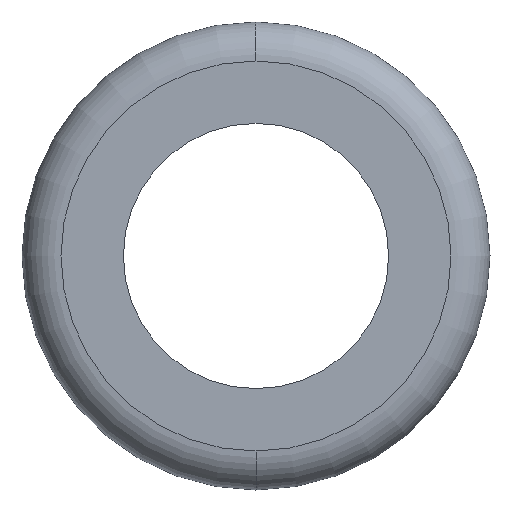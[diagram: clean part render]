
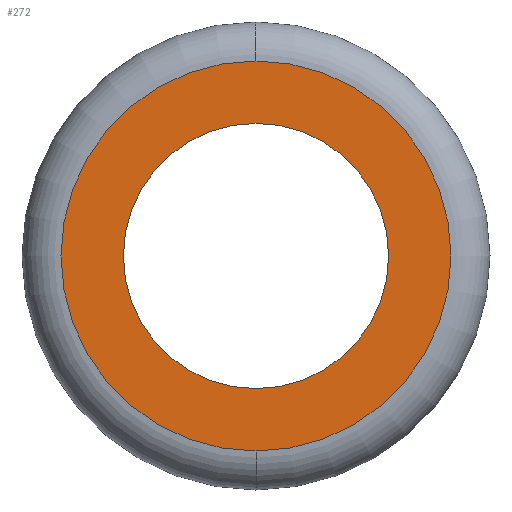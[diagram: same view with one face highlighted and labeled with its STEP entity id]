
A CAD part, left-side view. The second image highlights one B-rep face of the part: STEP entity #272.
In plain terms, the highlighted planar face has unit normal (-1, 0, 0).
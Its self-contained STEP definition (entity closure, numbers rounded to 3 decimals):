
#34 = FACE_BOUND ( 'NONE', #701, .T. ) ;
#44 = DIRECTION ( 'NONE',  ( -1., 0., 0. ) ) ;
#57 = FACE_OUTER_BOUND ( 'NONE', #663, .T. ) ;
#59 = CARTESIAN_POINT ( 'NONE',  ( 0., 0., 0. ) ) ;
#65 = AXIS2_PLACEMENT_3D ( 'NONE', #479, #697, #322 ) ;
#68 = DIRECTION ( 'NONE',  ( 0., 0., -1. ) ) ;
#76 = DIRECTION ( 'NONE',  ( 0., 0., -1. ) ) ;
#99 = DIRECTION ( 'NONE',  ( 1., 0., 0. ) ) ;
#166 = CARTESIAN_POINT ( 'NONE',  ( 0., 0., -5.1 ) ) ;
#171 = AXIS2_PLACEMENT_3D ( 'NONE', #691, #44, #651 ) ;
#184 = EDGE_CURVE ( 'NONE', #714, #348, #453, .T. ) ;
#192 = AXIS2_PLACEMENT_3D ( 'NONE', #618, #452, #76 ) ;
#204 = ORIENTED_EDGE ( 'NONE', *, *, #184, .T. ) ;
#222 = CIRCLE ( 'NONE', #192, 5.1 ) ;
#233 = CARTESIAN_POINT ( 'NONE',  ( 0., 0., 7.5 ) ) ;
#239 = VERTEX_POINT ( 'NONE', #365 ) ;
#253 = ORIENTED_EDGE ( 'NONE', *, *, #636, .T. ) ;
#272 = ADVANCED_FACE ( 'NONE', ( #34, #57 ), #376, .F. ) ;
#294 = ORIENTED_EDGE ( 'NONE', *, *, #487, .T. ) ;
#322 = DIRECTION ( 'NONE',  ( 0., 0., -1. ) ) ;
#339 = ORIENTED_EDGE ( 'NONE', *, *, #555, .T. ) ;
#348 = VERTEX_POINT ( 'NONE', #233 ) ;
#365 = CARTESIAN_POINT ( 'NONE',  ( 0., 0., 5.1 ) ) ;
#376 = PLANE ( 'NONE',  #606 ) ;
#409 = CIRCLE ( 'NONE', #65, 7.5 ) ;
#452 = DIRECTION ( 'NONE',  ( 1., 0., 0. ) ) ;
#453 = CIRCLE ( 'NONE', #171, 7.5 ) ;
#479 = CARTESIAN_POINT ( 'NONE',  ( 0., 0., 0. ) ) ;
#485 = CARTESIAN_POINT ( 'NONE',  ( 0., 0., -7.5 ) ) ;
#487 = EDGE_CURVE ( 'NONE', #239, #645, #222, .T. ) ;
#498 = AXIS2_PLACEMENT_3D ( 'NONE', #59, #633, #668 ) ;
#555 = EDGE_CURVE ( 'NONE', #348, #714, #409, .T. ) ;
#606 = AXIS2_PLACEMENT_3D ( 'NONE', #713, #99, #68 ) ;
#618 = CARTESIAN_POINT ( 'NONE',  ( 0., 0., 0. ) ) ;
#627 = CIRCLE ( 'NONE', #498, 5.1 ) ;
#633 = DIRECTION ( 'NONE',  ( 1., 0., 0. ) ) ;
#636 = EDGE_CURVE ( 'NONE', #645, #239, #627, .T. ) ;
#645 = VERTEX_POINT ( 'NONE', #166 ) ;
#651 = DIRECTION ( 'NONE',  ( 0., 0., -1. ) ) ;
#663 = EDGE_LOOP ( 'NONE', ( #204, #339 ) ) ;
#668 = DIRECTION ( 'NONE',  ( 0., 0., -1. ) ) ;
#691 = CARTESIAN_POINT ( 'NONE',  ( 0., 0., 0. ) ) ;
#697 = DIRECTION ( 'NONE',  ( -1., 0., 0. ) ) ;
#701 = EDGE_LOOP ( 'NONE', ( #294, #253 ) ) ;
#713 = CARTESIAN_POINT ( 'NONE',  ( 0., 0., 0. ) ) ;
#714 = VERTEX_POINT ( 'NONE', #485 ) ;
